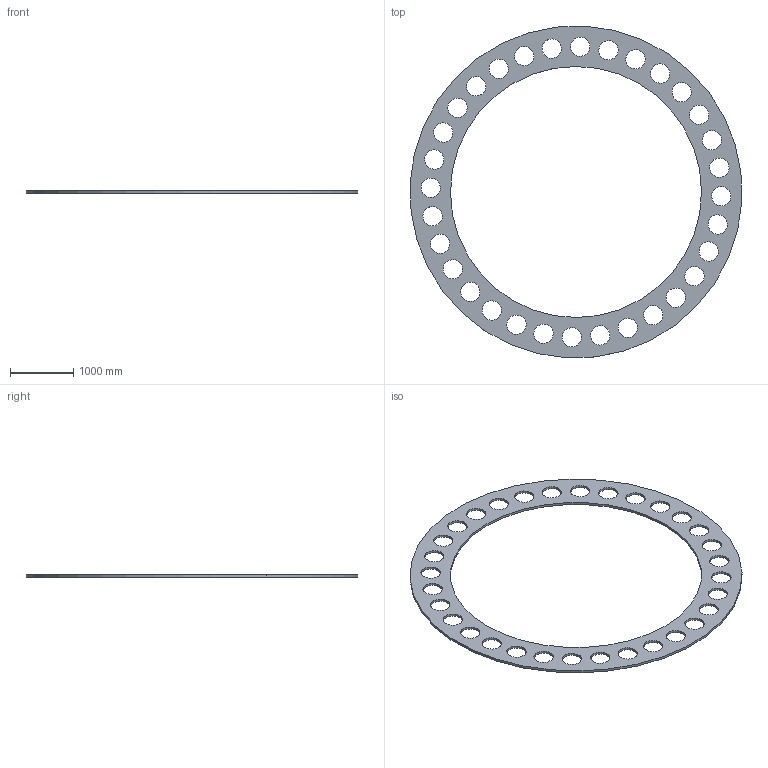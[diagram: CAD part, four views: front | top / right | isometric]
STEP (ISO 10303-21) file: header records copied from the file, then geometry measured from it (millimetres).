
FILE_DESCRIPTION (( 'STEP AP214' ), '1' );
FILE_NAME ('2021MAY12_sPHENIX_CM_EndRing.STEP', '2024-02-16T10:11:03', ( '' ), ( '' ), 'SwSTEP 2.0', 'SolidWorks 2021', '' );
FILE_SCHEMA (( 'AUTOMOTIVE_DESIGN' ));
Length unit declared in the file: millimetre
Products named in the file (4): 2021MAY12_sPHENIX_CM_Full_NoCombs.STEP; 2021MAY12_sPHENIX_CM.STEP.STEP; 2021MAY12_sPHENIX_CM_EndRing; SIMPL_RING_1.stp.STEP.STEP
Assembly tree (3 placements, depth 4):
  2021MAY12_sPHENIX_CM_EndRing
    2021MAY12_sPHENIX_CM_Full_NoCombs.STEP
      2021MAY12_sPHENIX_CM.STEP.STEP
        SIMPL_RING_1.stp.STEP.STEP
Bounding box: 5231.05 x 5231.05 x 38.61 mm (x, y, z)
Volume: 266766041.8 mm3; surface area: 16118104.3 mm2
Topology: 1 solids, 1 shells, 70 faces, 204 edges, 136 vertices
Faces by surface type: cylinder 68, plane 2
Entity records: 2654 total; most frequent: DIRECTION 496, CARTESIAN_POINT 418, ORIENTED_EDGE 408, AXIS2_PLACEMENT_3D 214, EDGE_CURVE 204, VERTEX_POINT 136, CIRCLE 136, EDGE_LOOP 136
